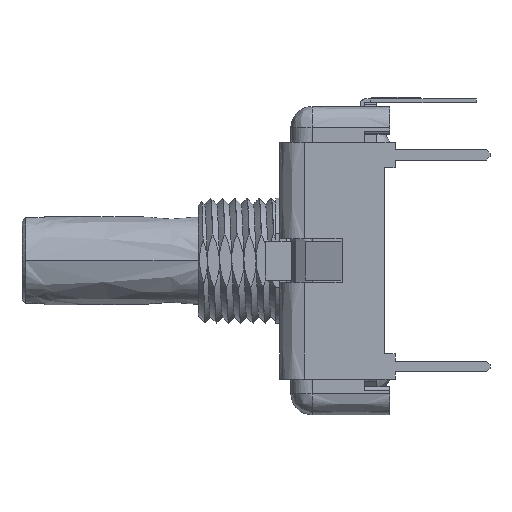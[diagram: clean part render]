
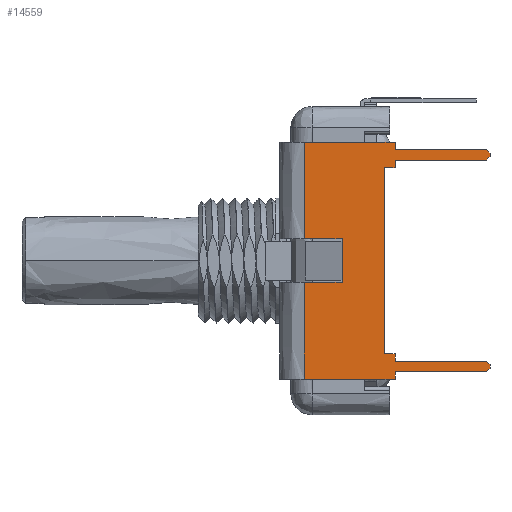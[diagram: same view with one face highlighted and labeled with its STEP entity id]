
A CAD part, left-side view. The second image highlights one B-rep face of the part: STEP entity #14559.
In plain terms, the highlighted free-form (B-spline) face has degree [1, 1] with [2, 2] control points.
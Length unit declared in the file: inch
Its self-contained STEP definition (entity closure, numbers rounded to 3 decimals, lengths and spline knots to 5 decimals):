
#4185=DIRECTION('',(0.,0.,-1.));
#4186=VECTOR('',#4185,0.2745);
#4187=CARTESIAN_POINT('',(-0.46,0.17,0.336));
#4188=LINE('',#4187,#4186);
#4224=DIRECTION('',(0.,0.,-1.));
#4225=VECTOR('',#4224,0.2745);
#4226=CARTESIAN_POINT('',(-0.46,0.17,-0.0615));
#4227=LINE('',#4226,#4225);
#4231=DIRECTION('',(0.,1.,0.));
#4232=VECTOR('',#4231,0.25746);
#4233=CARTESIAN_POINT('',(-0.46,-0.08746,0.336));
#4234=LINE('',#4233,#4232);
#4238=DIRECTION('',(0.,0.,1.));
#4239=VECTOR('',#4238,0.021);
#4240=CARTESIAN_POINT('',(-0.46,-0.08746,0.315));
#4241=LINE('',#4240,#4239);
#4245=DIRECTION('',(0.,1.,0.));
#4246=VECTOR('',#4245,0.259);
#4247=CARTESIAN_POINT('',(-0.46,-0.34646,0.315));
#4248=LINE('',#4247,#4246);
#4252=DIRECTION('',(0.,0.707,0.707));
#4253=VECTOR('',#4252,0.01414);
#4254=CARTESIAN_POINT('',(-0.46,-0.35646,0.305));
#4255=LINE('',#4254,#4253);
#4259=DIRECTION('',(0.,0.,1.));
#4260=VECTOR('',#4259,0.01);
#4261=CARTESIAN_POINT('',(-0.46,-0.35646,0.295));
#4262=LINE('',#4261,#4260);
#4266=DIRECTION('',(0.,-0.707,0.707));
#4267=VECTOR('',#4266,0.01414);
#4268=CARTESIAN_POINT('',(-0.46,-0.34646,0.285));
#4269=LINE('',#4268,#4267);
#4273=DIRECTION('',(0.,-1.,0.));
#4274=VECTOR('',#4273,0.259);
#4275=CARTESIAN_POINT('',(-0.46,-0.08746,0.285));
#4276=LINE('',#4275,#4274);
#4280=DIRECTION('',(0.,0.,1.));
#4281=VECTOR('',#4280,0.021);
#4282=CARTESIAN_POINT('',(-0.46,-0.08746,0.264));
#4283=LINE('',#4282,#4281);
#4287=DIRECTION('',(0.,-1.,0.));
#4288=VECTOR('',#4287,0.03);
#4289=CARTESIAN_POINT('',(-0.46,-0.05746,0.264));
#4290=LINE('',#4289,#4288);
#4294=DIRECTION('',(0.,0.,1.));
#4295=VECTOR('',#4294,0.528);
#4296=CARTESIAN_POINT('',(-0.46,-0.05746,-0.264));
#4297=LINE('',#4296,#4295);
#4301=DIRECTION('',(0.,1.,0.));
#4302=VECTOR('',#4301,0.03);
#4303=CARTESIAN_POINT('',(-0.46,-0.08746,-0.264));
#4304=LINE('',#4303,#4302);
#4308=DIRECTION('',(0.,0.,1.));
#4309=VECTOR('',#4308,0.021);
#4310=CARTESIAN_POINT('',(-0.46,-0.08746,-0.285));
#4311=LINE('',#4310,#4309);
#4315=DIRECTION('',(0.,1.,0.));
#4316=VECTOR('',#4315,0.259);
#4317=CARTESIAN_POINT('',(-0.46,-0.34646,-0.285));
#4318=LINE('',#4317,#4316);
#4322=DIRECTION('',(0.,0.707,0.707));
#4323=VECTOR('',#4322,0.01414);
#4324=CARTESIAN_POINT('',(-0.46,-0.35646,-0.295));
#4325=LINE('',#4324,#4323);
#4329=DIRECTION('',(0.,0.,1.));
#4330=VECTOR('',#4329,0.01);
#4331=CARTESIAN_POINT('',(-0.46,-0.35646,-0.305));
#4332=LINE('',#4331,#4330);
#4336=DIRECTION('',(0.,-0.707,0.707));
#4337=VECTOR('',#4336,0.01414);
#4338=CARTESIAN_POINT('',(-0.46,-0.34646,-0.315));
#4339=LINE('',#4338,#4337);
#4343=DIRECTION('',(0.,-1.,0.));
#4344=VECTOR('',#4343,0.259);
#4345=CARTESIAN_POINT('',(-0.46,-0.08746,-0.315));
#4346=LINE('',#4345,#4344);
#4350=DIRECTION('',(0.,0.,1.));
#4351=VECTOR('',#4350,0.021);
#4352=CARTESIAN_POINT('',(-0.46,-0.08746,-0.336));
#4353=LINE('',#4352,#4351);
#4357=DIRECTION('',(0.,-1.,0.));
#4358=VECTOR('',#4357,0.25746);
#4359=CARTESIAN_POINT('',(-0.46,0.17,-0.336));
#4360=LINE('',#4359,#4358);
#4364=DIRECTION('',(0.,1.,0.));
#4365=VECTOR('',#4364,0.10746);
#4366=CARTESIAN_POINT('',(-0.46,0.06254,-0.0615));
#4367=LINE('',#4366,#4365);
#4371=DIRECTION('',(0.,0.,-1.));
#4372=VECTOR('',#4371,0.123);
#4373=CARTESIAN_POINT('',(-0.46,0.06254,0.0615));
#4374=LINE('',#4373,#4372);
#4378=DIRECTION('',(0.,-1.,0.));
#4379=VECTOR('',#4378,0.10746);
#4380=CARTESIAN_POINT('',(-0.46,0.17,0.0615));
#4381=LINE('',#4380,#4379);
#8443=CARTESIAN_POINT('',(-0.46,-0.08746,-0.336));
#8444=CARTESIAN_POINT('',(-0.46,-0.08746,-0.315));
#8445=VERTEX_POINT('',#8443);
#8446=VERTEX_POINT('',#8444);
#8447=CARTESIAN_POINT('',(-0.46,-0.08746,-0.285));
#8448=CARTESIAN_POINT('',(-0.46,-0.08746,-0.264));
#8449=VERTEX_POINT('',#8447);
#8450=VERTEX_POINT('',#8448);
#8451=CARTESIAN_POINT('',(-0.46,-0.05746,-0.264));
#8452=VERTEX_POINT('',#8451);
#8453=CARTESIAN_POINT('',(-0.46,-0.05746,0.264));
#8454=VERTEX_POINT('',#8453);
#8455=CARTESIAN_POINT('',(-0.46,-0.08746,0.264));
#8456=VERTEX_POINT('',#8455);
#8457=CARTESIAN_POINT('',(-0.46,-0.08746,0.285));
#8458=VERTEX_POINT('',#8457);
#8459=CARTESIAN_POINT('',(-0.46,-0.08746,0.315));
#8460=CARTESIAN_POINT('',(-0.46,-0.08746,0.336));
#8461=VERTEX_POINT('',#8459);
#8462=VERTEX_POINT('',#8460);
#8495=CARTESIAN_POINT('',(-0.46,0.06254,0.0615));
#8496=CARTESIAN_POINT('',(-0.46,0.06254,-0.0615));
#8497=VERTEX_POINT('',#8495);
#8498=VERTEX_POINT('',#8496);
#8571=CARTESIAN_POINT('',(-0.46,-0.35646,0.305));
#8572=CARTESIAN_POINT('',(-0.46,-0.34646,0.315));
#8573=VERTEX_POINT('',#8571);
#8574=VERTEX_POINT('',#8572);
#8575=CARTESIAN_POINT('',(-0.46,-0.34646,0.285));
#8576=CARTESIAN_POINT('',(-0.46,-0.35646,0.295));
#8577=VERTEX_POINT('',#8575);
#8578=VERTEX_POINT('',#8576);
#8579=CARTESIAN_POINT('',(-0.46,-0.34646,-0.315));
#8580=CARTESIAN_POINT('',(-0.46,-0.35646,-0.305));
#8581=VERTEX_POINT('',#8579);
#8582=VERTEX_POINT('',#8580);
#8583=CARTESIAN_POINT('',(-0.46,-0.35646,-0.295));
#8584=CARTESIAN_POINT('',(-0.46,-0.34646,-0.285));
#8585=VERTEX_POINT('',#8583);
#8586=VERTEX_POINT('',#8584);
#8659=CARTESIAN_POINT('',(-0.46,0.17,0.336));
#8660=VERTEX_POINT('',#8659);
#8661=CARTESIAN_POINT('',(-0.46,0.17,-0.336));
#8662=VERTEX_POINT('',#8661);
#8671=CARTESIAN_POINT('',(-0.46,0.17,0.0615));
#8672=VERTEX_POINT('',#8671);
#8677=CARTESIAN_POINT('',(-0.46,0.17,-0.0615));
#8678=VERTEX_POINT('',#8677);
#14507=CARTESIAN_POINT('',(-0.46,-0.36699,0.34944));
#14508=CARTESIAN_POINT('',(-0.46,-0.36699,-0.34944));
#14509=CARTESIAN_POINT('',(-0.46,0.18053,0.34944));
#14510=CARTESIAN_POINT('',(-0.46,0.18053,-0.34944));
#14511=B_SPLINE_SURFACE_WITH_KNOTS('',1,1,((#14507,#14508),(#14509,#14510)),
.UNSPECIFIED.,.F.,.F.,.F.,(2,2),(2,2),(-1.01553,-0.46801),(
-0.34944,0.34944),.UNSPECIFIED.);
#14512=ORIENTED_EDGE('',*,*,#14471,.F.);
#14514=ORIENTED_EDGE('',*,*,#14513,.F.);
#14516=ORIENTED_EDGE('',*,*,#14515,.F.);
#14518=ORIENTED_EDGE('',*,*,#14517,.F.);
#14520=ORIENTED_EDGE('',*,*,#14519,.F.);
#14522=ORIENTED_EDGE('',*,*,#14521,.F.);
#14524=ORIENTED_EDGE('',*,*,#14523,.F.);
#14526=ORIENTED_EDGE('',*,*,#14525,.F.);
#14528=ORIENTED_EDGE('',*,*,#14527,.F.);
#14530=ORIENTED_EDGE('',*,*,#14529,.F.);
#14532=ORIENTED_EDGE('',*,*,#14531,.F.);
#14534=ORIENTED_EDGE('',*,*,#14533,.F.);
#14536=ORIENTED_EDGE('',*,*,#14535,.F.);
#14538=ORIENTED_EDGE('',*,*,#14537,.F.);
#14540=ORIENTED_EDGE('',*,*,#14539,.F.);
#14542=ORIENTED_EDGE('',*,*,#14541,.F.);
#14544=ORIENTED_EDGE('',*,*,#14543,.F.);
#14546=ORIENTED_EDGE('',*,*,#14545,.F.);
#14548=ORIENTED_EDGE('',*,*,#14547,.F.);
#14550=ORIENTED_EDGE('',*,*,#14549,.F.);
#14551=ORIENTED_EDGE('',*,*,#14502,.F.);
#14553=ORIENTED_EDGE('',*,*,#14552,.F.);
#14555=ORIENTED_EDGE('',*,*,#14554,.F.);
#14556=ORIENTED_EDGE('',*,*,#14368,.F.);
#14557=EDGE_LOOP('',(#14512,#14514,#14516,#14518,#14520,#14522,#14524,#14526,
#14528,#14530,#14532,#14534,#14536,#14538,#14540,#14542,#14544,#14546,#14548,
#14550,#14551,#14553,#14555,#14556));
#14558=FACE_OUTER_BOUND('',#14557,.F.);
#14559=ADVANCED_FACE('',(#14558),#14511,.T.);
#14368=EDGE_CURVE('',#8672,#8497,#4381,.T.);
#14471=EDGE_CURVE('',#8660,#8672,#4188,.T.);
#14502=EDGE_CURVE('',#8678,#8662,#4227,.T.);
#14513=EDGE_CURVE('',#8462,#8660,#4234,.T.);
#14515=EDGE_CURVE('',#8461,#8462,#4241,.T.);
#14517=EDGE_CURVE('',#8574,#8461,#4248,.T.);
#14519=EDGE_CURVE('',#8573,#8574,#4255,.T.);
#14521=EDGE_CURVE('',#8578,#8573,#4262,.T.);
#14523=EDGE_CURVE('',#8577,#8578,#4269,.T.);
#14525=EDGE_CURVE('',#8458,#8577,#4276,.T.);
#14527=EDGE_CURVE('',#8456,#8458,#4283,.T.);
#14529=EDGE_CURVE('',#8454,#8456,#4290,.T.);
#14531=EDGE_CURVE('',#8452,#8454,#4297,.T.);
#14533=EDGE_CURVE('',#8450,#8452,#4304,.T.);
#14535=EDGE_CURVE('',#8449,#8450,#4311,.T.);
#14537=EDGE_CURVE('',#8586,#8449,#4318,.T.);
#14539=EDGE_CURVE('',#8585,#8586,#4325,.T.);
#14541=EDGE_CURVE('',#8582,#8585,#4332,.T.);
#14543=EDGE_CURVE('',#8581,#8582,#4339,.T.);
#14545=EDGE_CURVE('',#8446,#8581,#4346,.T.);
#14547=EDGE_CURVE('',#8445,#8446,#4353,.T.);
#14549=EDGE_CURVE('',#8662,#8445,#4360,.T.);
#14552=EDGE_CURVE('',#8498,#8678,#4367,.T.);
#14554=EDGE_CURVE('',#8497,#8498,#4374,.T.);
